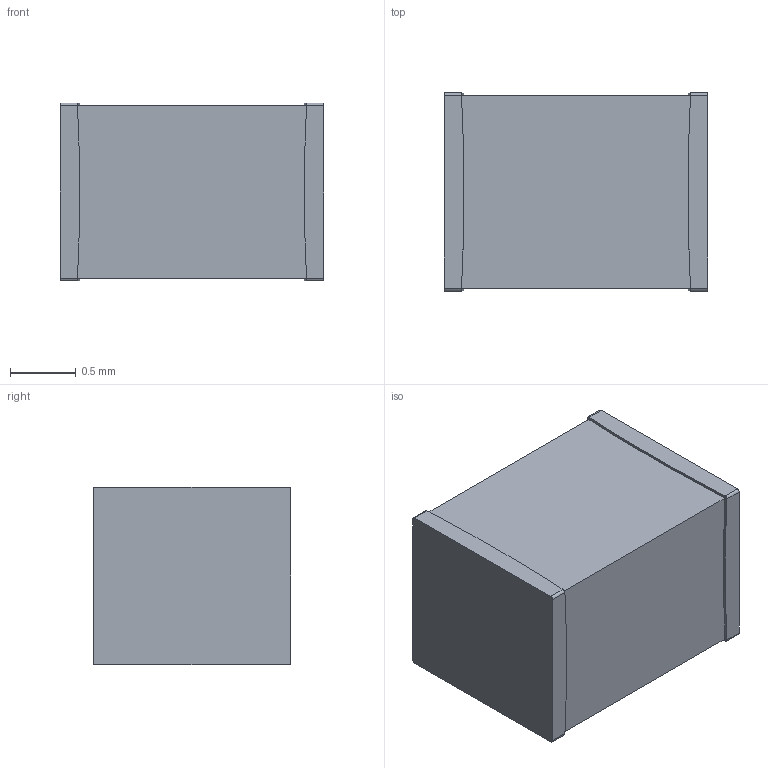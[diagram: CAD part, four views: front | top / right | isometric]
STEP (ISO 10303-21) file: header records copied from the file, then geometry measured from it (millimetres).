
FILE_DESCRIPTION (( 'STEP AP214' ), '1' );
FILE_NAME ('TACR105K025FTA.STEP', '2021-11-26T22:44:16', ( '' ), ( '' ), 'SwSTEP 2.0', 'SolidWorks 2020', '' );
FILE_SCHEMA (( 'AUTOMOTIVE_DESIGN' ));
Length unit declared in the file: millimetre
Products named in the file (1): TACR105K025FTA
Bounding box: 2 x 1.5 x 1.35 mm (x, y, z)
Volume: 3.9 mm3; surface area: 25 mm2
Topology: 4 solids, 4 shells, 57 faces, 132 edges, 84 vertices
Faces by surface type: cylinder 32, plane 25
Entity records: 1791 total; most frequent: CARTESIAN_POINT 466, ORIENTED_EDGE 264, DIRECTION 248, EDGE_CURVE 132, AXIS2_PLACEMENT_3D 90, VERTEX_POINT 84, LINE 68, VECTOR 68
